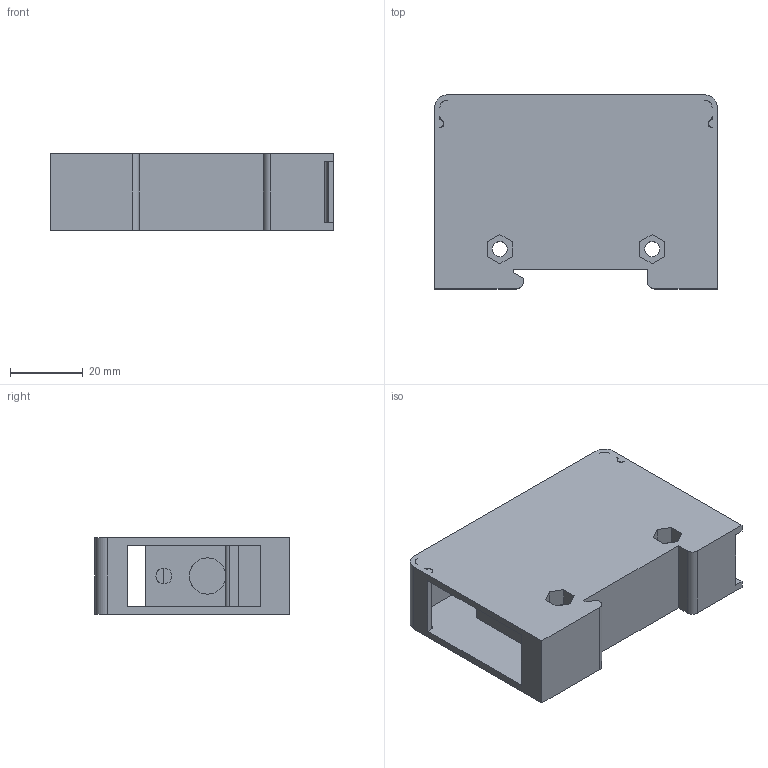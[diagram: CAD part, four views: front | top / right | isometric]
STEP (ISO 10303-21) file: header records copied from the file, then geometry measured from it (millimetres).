
FILE_DESCRIPTION((''),'2;1');
FILE_NAME('UJFX1-25_25_2_5','2023-05-09T',('ASUS'),(''),'PRO/ENGINEER BY PARAMETRIC TECHNOLOGY CORPORATION, 2013230','PRO/ENGINEER BY PARAMETRIC TECHNOLOGY CORPORATION, 2013230','');
FILE_SCHEMA(('CONFIG_CONTROL_DESIGN'));
Length unit declared in the file: millimetre
Products named in the file (1): UJFX1-25_25_2_5
Bounding box: 78 x 53.5 x 21 mm (x, y, z)
Volume: 44900.1 mm3; surface area: 23111.7 mm2
Topology: 1 solids, 1 shells, 118 faces, 369 edges, 246 vertices
Faces by surface type: plane 76, cylinder 40, cone 2
Entity records: 4327 total; most frequent: CARTESIAN_POINT 878, ORIENTED_EDGE 738, DIRECTION 679, EDGE_CURVE 369, VECTOR 263, LINE 263, VERTEX_POINT 246, AXIS2_PLACEMENT_3D 208
